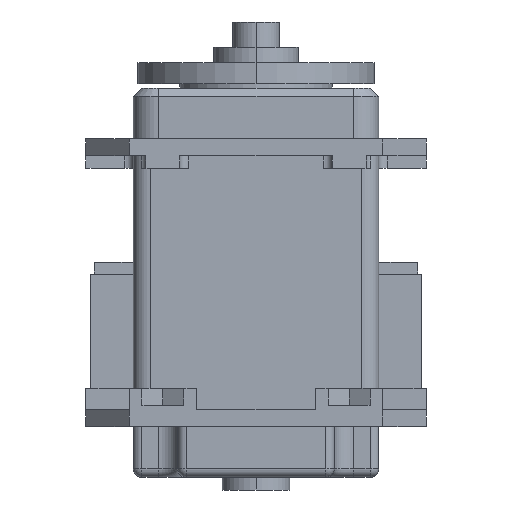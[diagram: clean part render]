
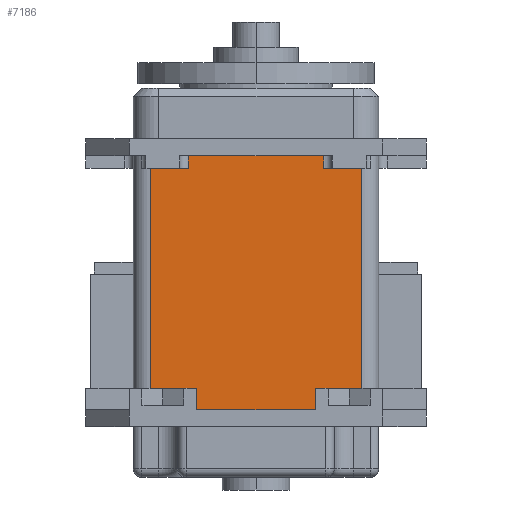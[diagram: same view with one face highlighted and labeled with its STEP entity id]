
A CAD part, front view. The second image highlights one B-rep face of the part: STEP entity #7186.
In plain terms, the highlighted planar face has unit normal (0, -1, 0).
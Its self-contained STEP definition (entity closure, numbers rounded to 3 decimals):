
#1881=DIRECTION('',(0.,0.,1.));
#1882=VECTOR('',#1881,1.5);
#1883=CARTESIAN_POINT('',(-8.,-45.,13.5));
#1884=LINE('',#1883,#1882);
#1885=DIRECTION('',(1.,0.,0.));
#1886=VECTOR('',#1885,16.);
#1887=CARTESIAN_POINT('',(-8.,-45.,15.));
#1888=LINE('',#1887,#1886);
#1889=DIRECTION('',(0.,0.,-1.));
#1890=VECTOR('',#1889,1.5);
#1891=CARTESIAN_POINT('',(8.,-45.,15.));
#1892=LINE('',#1891,#1890);
#1893=DIRECTION('',(0.,0.,-1.));
#1894=VECTOR('',#1893,26.);
#1895=CARTESIAN_POINT('',(12.5,-45.,13.5));
#1896=LINE('',#1895,#1894);
#1897=DIRECTION('',(-1.,0.,0.));
#1898=VECTOR('',#1897,1.4);
#1899=CARTESIAN_POINT('',(12.5,-45.,-12.5));
#1900=LINE('',#1899,#1898);
#1901=DIRECTION('',(-1.,0.,0.));
#1902=VECTOR('',#1901,0.201);
#1903=CARTESIAN_POINT('',(11.1,-45.,-12.5));
#1904=LINE('',#1903,#1902);
#1905=DIRECTION('',(-1.,0.,0.));
#1906=VECTOR('',#1905,3.875);
#1907=CARTESIAN_POINT('',(10.9,-45.,-12.5));
#1908=LINE('',#1907,#1906);
#1909=DIRECTION('',(0.,0.,-1.));
#1910=VECTOR('',#1909,2.5);
#1911=CARTESIAN_POINT('',(7.025,-45.,-12.5));
#1912=LINE('',#1911,#1910);
#1913=DIRECTION('',(1.,0.,0.));
#1914=VECTOR('',#1913,14.05);
#1915=CARTESIAN_POINT('',(-7.025,-45.,-15.));
#1916=LINE('',#1915,#1914);
#1917=DIRECTION('',(0.,0.,-1.));
#1918=VECTOR('',#1917,2.5);
#1919=CARTESIAN_POINT('',(-7.025,-45.,-12.5));
#1920=LINE('',#1919,#1918);
#1921=DIRECTION('',(-1.,0.,0.));
#1922=VECTOR('',#1921,3.875);
#1923=CARTESIAN_POINT('',(-7.025,-45.,-12.5));
#1924=LINE('',#1923,#1922);
#1925=DIRECTION('',(-1.,0.,0.));
#1926=VECTOR('',#1925,0.201);
#1927=CARTESIAN_POINT('',(-10.9,-45.,-12.5));
#1928=LINE('',#1927,#1926);
#1929=DIRECTION('',(-1.,0.,0.));
#1930=VECTOR('',#1929,1.4);
#1931=CARTESIAN_POINT('',(-11.1,-45.,-12.5));
#1932=LINE('',#1931,#1930);
#1933=DIRECTION('',(0.,0.,-1.));
#1934=VECTOR('',#1933,26.);
#1935=CARTESIAN_POINT('',(-12.5,-45.,13.5));
#1936=LINE('',#1935,#1934);
#2532=DIRECTION('',(-1.,0.,0.));
#2533=VECTOR('',#2532,4.5);
#2534=CARTESIAN_POINT('',(-8.,-45.,13.5));
#2535=LINE('',#2534,#2533);
#2536=DIRECTION('',(-1.,0.,0.));
#2537=VECTOR('',#2536,4.5);
#2538=CARTESIAN_POINT('',(12.5,-45.,13.5));
#2539=LINE('',#2538,#2537);
#3814=CARTESIAN_POINT('',(7.025,-45.,-12.5));
#3815=CARTESIAN_POINT('',(7.025,-45.,-15.));
#3816=VERTEX_POINT('',#3814);
#3817=VERTEX_POINT('',#3815);
#3964=CARTESIAN_POINT('',(-10.9,-45.,-12.5));
#3965=VERTEX_POINT('',#3964);
#3966=CARTESIAN_POINT('',(-11.1,-45.,-12.5));
#3968=VERTEX_POINT('',#3966);
#4000=CARTESIAN_POINT('',(11.1,-45.,-12.5));
#4001=VERTEX_POINT('',#4000);
#4002=CARTESIAN_POINT('',(10.9,-45.,-12.5));
#4004=VERTEX_POINT('',#4002);
#4060=CARTESIAN_POINT('',(-7.025,-45.,-12.5));
#4061=VERTEX_POINT('',#4060);
#4242=CARTESIAN_POINT('',(-7.025,-45.,-15.));
#4243=VERTEX_POINT('',#4242);
#4374=CARTESIAN_POINT('',(-12.5,-45.,13.5));
#4375=CARTESIAN_POINT('',(-12.5,-45.,-12.5));
#4376=VERTEX_POINT('',#4374);
#4377=VERTEX_POINT('',#4375);
#4378=CARTESIAN_POINT('',(12.5,-45.,13.5));
#4379=CARTESIAN_POINT('',(12.5,-45.,-12.5));
#4380=VERTEX_POINT('',#4378);
#4381=VERTEX_POINT('',#4379);
#4806=CARTESIAN_POINT('',(-8.,-45.,15.));
#4808=VERTEX_POINT('',#4806);
#4809=CARTESIAN_POINT('',(-8.,-45.,13.5));
#4810=VERTEX_POINT('',#4809);
#4813=CARTESIAN_POINT('',(8.,-45.,15.));
#4814=CARTESIAN_POINT('',(8.,-45.,13.5));
#4815=VERTEX_POINT('',#4813);
#4816=VERTEX_POINT('',#4814);
#7155=CARTESIAN_POINT('',(-14.5,-45.,-23.));
#7156=DIRECTION('',(0.,-1.,0.));
#7157=DIRECTION('',(1.,0.,0.));
#7158=AXIS2_PLACEMENT_3D('',#7155,#7156,#7157);
#7159=PLANE('',#7158);
#7161=ORIENTED_EDGE('',*,*,#7160,.T.);
#7163=ORIENTED_EDGE('',*,*,#7162,.T.);
#7165=ORIENTED_EDGE('',*,*,#7164,.T.);
#7167=ORIENTED_EDGE('',*,*,#7166,.F.);
#7169=ORIENTED_EDGE('',*,*,#7168,.T.);
#7170=ORIENTED_EDGE('',*,*,#6465,.T.);
#7171=ORIENTED_EDGE('',*,*,#6564,.T.);
#7172=ORIENTED_EDGE('',*,*,#6338,.T.);
#7174=ORIENTED_EDGE('',*,*,#7173,.T.);
#7175=ORIENTED_EDGE('',*,*,#6742,.F.);
#7176=ORIENTED_EDGE('',*,*,#7117,.F.);
#7177=ORIENTED_EDGE('',*,*,#6265,.T.);
#7178=ORIENTED_EDGE('',*,*,#6550,.T.);
#7179=ORIENTED_EDGE('',*,*,#6439,.T.);
#7181=ORIENTED_EDGE('',*,*,#7180,.F.);
#7183=ORIENTED_EDGE('',*,*,#7182,.F.);
#7184=EDGE_LOOP('',(#7161,#7163,#7165,#7167,#7169,#7170,#7171,#7172,#7174,#7175,
#7176,#7177,#7178,#7179,#7181,#7183));
#7185=FACE_OUTER_BOUND('',#7184,.F.);
#7186=ADVANCED_FACE('',(#7185),#7159,.T.);
#6265=EDGE_CURVE('',#4061,#3965,#1924,.T.);
#6338=EDGE_CURVE('',#4004,#3816,#1908,.T.);
#6439=EDGE_CURVE('',#3968,#4377,#1932,.T.);
#6465=EDGE_CURVE('',#4381,#4001,#1900,.T.);
#6550=EDGE_CURVE('',#3965,#3968,#1928,.T.);
#6564=EDGE_CURVE('',#4001,#4004,#1904,.T.);
#6742=EDGE_CURVE('',#4243,#3817,#1916,.T.);
#7117=EDGE_CURVE('',#4061,#4243,#1920,.T.);
#7160=EDGE_CURVE('',#4810,#4808,#1884,.T.);
#7162=EDGE_CURVE('',#4808,#4815,#1888,.T.);
#7164=EDGE_CURVE('',#4815,#4816,#1892,.T.);
#7166=EDGE_CURVE('',#4380,#4816,#2539,.T.);
#7168=EDGE_CURVE('',#4380,#4381,#1896,.T.);
#7173=EDGE_CURVE('',#3816,#3817,#1912,.T.);
#7180=EDGE_CURVE('',#4376,#4377,#1936,.T.);
#7182=EDGE_CURVE('',#4810,#4376,#2535,.T.);
